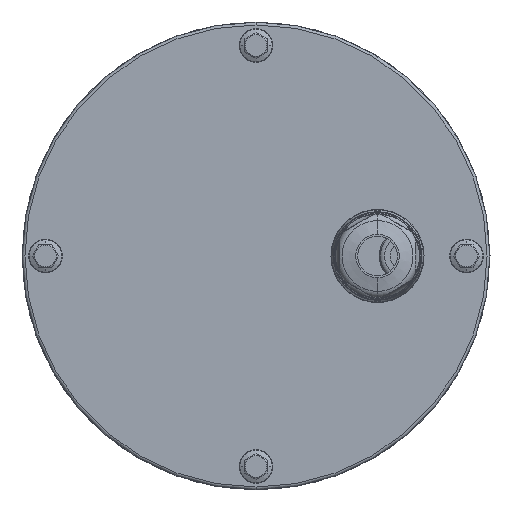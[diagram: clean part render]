
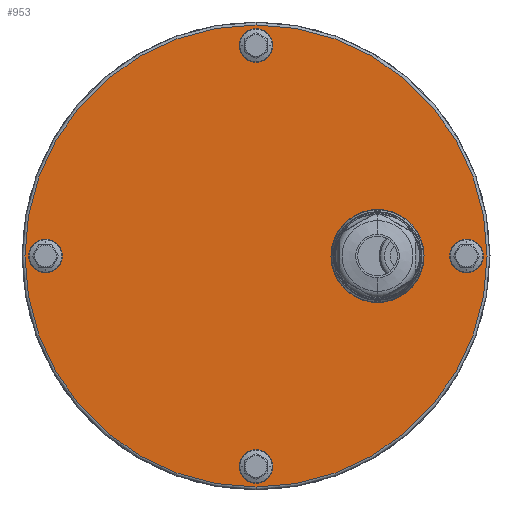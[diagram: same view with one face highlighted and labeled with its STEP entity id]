
A CAD part, left-side view. The second image highlights one B-rep face of the part: STEP entity #953.
In plain terms, the highlighted planar face has unit normal (-1, 0, 0).
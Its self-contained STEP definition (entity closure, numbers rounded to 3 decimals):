
#953=ADVANCED_FACE('',(#2303,#2304,#2305,#2306,#2307,#2308),#2309,.F.);
#2303=FACE_OUTER_BOUND('',#5027,.T.);
#2304=FACE_BOUND('',#5028,.T.);
#2305=FACE_BOUND('',#5029,.T.);
#2306=FACE_BOUND('',#5030,.T.);
#2307=FACE_BOUND('',#5031,.T.);
#2308=FACE_BOUND('',#5032,.T.);
#2309=PLANE('',#5033);
#5027=EDGE_LOOP('',(#10378,#10379));
#5028=EDGE_LOOP('',(#10380,#10381));
#5029=EDGE_LOOP('',(#10382,#10383));
#5030=EDGE_LOOP('',(#10384,#10385));
#5031=EDGE_LOOP('',(#10386,#10387));
#5032=EDGE_LOOP('',(#10388,#10389));
#5033=AXIS2_PLACEMENT_3D('',#10390,#10391,#10392);
#10378=ORIENTED_EDGE('',*,*,#14619,.T.);
#10379=ORIENTED_EDGE('',*,*,#14564,.T.);
#10380=ORIENTED_EDGE('',*,*,#14620,.F.);
#10381=ORIENTED_EDGE('',*,*,#14621,.F.);
#10382=ORIENTED_EDGE('',*,*,#14622,.F.);
#10383=ORIENTED_EDGE('',*,*,#14623,.F.);
#10384=ORIENTED_EDGE('',*,*,#14624,.F.);
#10385=ORIENTED_EDGE('',*,*,#14625,.F.);
#10386=ORIENTED_EDGE('',*,*,#14626,.F.);
#10387=ORIENTED_EDGE('',*,*,#14627,.F.);
#10388=ORIENTED_EDGE('',*,*,#14628,.T.);
#10389=ORIENTED_EDGE('',*,*,#14629,.T.);
#10390=CARTESIAN_POINT('',(-112.0,0.,0.0));
#10391=DIRECTION('',(1.0,0.,0.));
#10392=DIRECTION('',(0.,1.0,0.));
#14564=EDGE_CURVE('',#17167,#17168,#17169,.T.);
#14619=EDGE_CURVE('',#17168,#17167,#17260,.T.);
#14620=EDGE_CURVE('',#17261,#17262,#17263,.T.);
#14621=EDGE_CURVE('',#17262,#17261,#17264,.T.);
#14622=EDGE_CURVE('',#17265,#17266,#17267,.T.);
#14623=EDGE_CURVE('',#17266,#17265,#17268,.T.);
#14624=EDGE_CURVE('',#17269,#17270,#17271,.T.);
#14625=EDGE_CURVE('',#17270,#17269,#17272,.T.);
#14626=EDGE_CURVE('',#17273,#17274,#17275,.T.);
#14627=EDGE_CURVE('',#17274,#17273,#17276,.T.);
#14628=EDGE_CURVE('',#17277,#17278,#17279,.T.);
#14629=EDGE_CURVE('',#17278,#17277,#17280,.T.);
#17167=VERTEX_POINT('',#23033);
#17168=VERTEX_POINT('',#23034);
#17169=CIRCLE('',#23035,81.75);
#17260=CIRCLE('',#23132,81.75);
#17261=VERTEX_POINT('',#23133);
#17262=VERTEX_POINT('',#23134);
#17263=CIRCLE('',#23135,4.75);
#17264=CIRCLE('',#23136,4.75);
#17265=VERTEX_POINT('',#23137);
#17266=VERTEX_POINT('',#23138);
#17267=CIRCLE('',#23139,4.75);
#17268=CIRCLE('',#23140,4.75);
#17269=VERTEX_POINT('',#23141);
#17270=VERTEX_POINT('',#23142);
#17271=CIRCLE('',#23143,4.75);
#17272=CIRCLE('',#23144,4.75);
#17273=VERTEX_POINT('',#23145);
#17274=VERTEX_POINT('',#23146);
#17275=CIRCLE('',#23147,4.75);
#17276=CIRCLE('',#23148,4.75);
#17277=VERTEX_POINT('',#23149);
#17278=VERTEX_POINT('',#23150);
#17279=CIRCLE('',#23151,9.45);
#17280=CIRCLE('',#23152,9.45);
#23033=CARTESIAN_POINT('',(-112.0,0.,81.75));
#23034=CARTESIAN_POINT('',(-112.0,0.,-81.75));
#23035=AXIS2_PLACEMENT_3D('',#27284,#27285,#27286);
#23132=AXIS2_PLACEMENT_3D('',#27437,#27438,#27439);
#23133=CARTESIAN_POINT('',(-112.0,0.,-69.75));
#23134=CARTESIAN_POINT('',(-112.0,0.,-79.25));
#23135=AXIS2_PLACEMENT_3D('',#27440,#27441,#27442);
#23136=AXIS2_PLACEMENT_3D('',#27443,#27444,#27445);
#23137=CARTESIAN_POINT('',(-112.0,-74.5,4.75));
#23138=CARTESIAN_POINT('',(-112.0,-74.5,-4.75));
#23139=AXIS2_PLACEMENT_3D('',#27446,#27447,#27448);
#23140=AXIS2_PLACEMENT_3D('',#27449,#27450,#27451);
#23141=CARTESIAN_POINT('',(-112.0,0.,79.25));
#23142=CARTESIAN_POINT('',(-112.0,0.,69.75));
#23143=AXIS2_PLACEMENT_3D('',#27452,#27453,#27454);
#23144=AXIS2_PLACEMENT_3D('',#27455,#27456,#27457);
#23145=CARTESIAN_POINT('',(-112.0,74.5,4.75));
#23146=CARTESIAN_POINT('',(-112.0,74.5,-4.75));
#23147=AXIS2_PLACEMENT_3D('',#27458,#27459,#27460);
#23148=AXIS2_PLACEMENT_3D('',#27461,#27462,#27463);
#23149=CARTESIAN_POINT('',(-112.0,-43.0,9.45));
#23150=CARTESIAN_POINT('',(-112.0,-43.0,-9.45));
#23151=AXIS2_PLACEMENT_3D('',#27464,#27465,#27466);
#23152=AXIS2_PLACEMENT_3D('',#27467,#27468,#27469);
#27284=CARTESIAN_POINT('',(-112.0,0.,0.));
#27285=DIRECTION('',(-1.0,0.,0.));
#27286=DIRECTION('',(0.,0.,-1.0));
#27437=CARTESIAN_POINT('',(-112.0,0.,0.));
#27438=DIRECTION('',(-1.0,0.,0.));
#27439=DIRECTION('',(0.,0.,-1.0));
#27440=CARTESIAN_POINT('',(-112.0,0.,-74.5));
#27441=DIRECTION('',(-1.0,0.,0.));
#27442=DIRECTION('',(0.,1.0,0.));
#27443=CARTESIAN_POINT('',(-112.0,0.,-74.5));
#27444=DIRECTION('',(-1.0,0.,0.));
#27445=DIRECTION('',(0.,1.0,0.));
#27446=CARTESIAN_POINT('',(-112.0,-74.5,0.0));
#27447=DIRECTION('',(-1.0,0.,-0.0));
#27448=DIRECTION('',(0.0,0.0,-1.0));
#27449=CARTESIAN_POINT('',(-112.0,-74.5,0.0));
#27450=DIRECTION('',(-1.0,0.,-0.0));
#27451=DIRECTION('',(0.0,0.0,-1.0));
#27452=CARTESIAN_POINT('',(-112.0,0.,74.5));
#27453=DIRECTION('',(-1.0,0.,0.));
#27454=DIRECTION('',(0.0,-1.0,0.));
#27455=CARTESIAN_POINT('',(-112.0,0.,74.5));
#27456=DIRECTION('',(-1.0,0.,0.));
#27457=DIRECTION('',(0.0,-1.0,0.));
#27458=CARTESIAN_POINT('',(-112.0,74.5,0.0));
#27459=DIRECTION('',(-1.0,0.,0.0));
#27460=DIRECTION('',(0.0,0.0,1.0));
#27461=CARTESIAN_POINT('',(-112.0,74.5,0.0));
#27462=DIRECTION('',(-1.0,0.,0.0));
#27463=DIRECTION('',(0.0,0.0,1.0));
#27464=CARTESIAN_POINT('',(-112.0,-43.0,0.0));
#27465=DIRECTION('',(1.0,0.,0.0));
#27466=DIRECTION('',(0.0,0.0,-1.0));
#27467=CARTESIAN_POINT('',(-112.0,-43.0,0.0));
#27468=DIRECTION('',(1.0,0.,0.0));
#27469=DIRECTION('',(0.0,0.0,-1.0));
